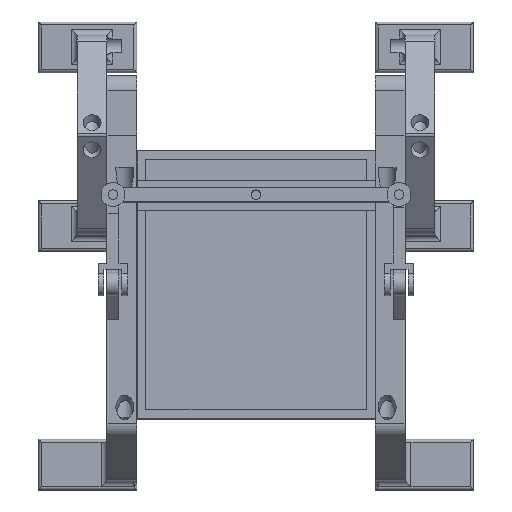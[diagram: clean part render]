
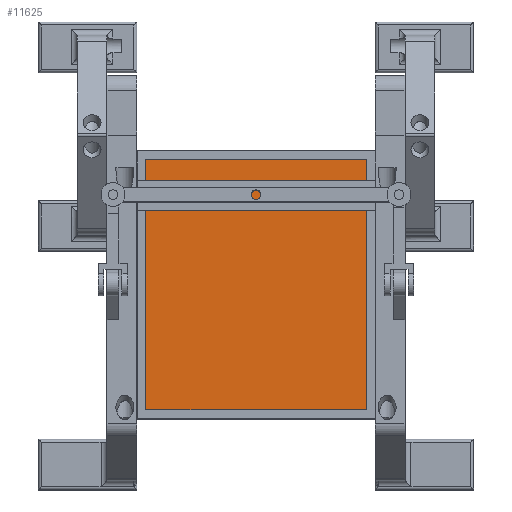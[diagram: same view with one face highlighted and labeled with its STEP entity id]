
A CAD part, top view. The second image highlights one B-rep face of the part: STEP entity #11625.
In plain terms, the highlighted planar face has unit normal (0, 0, 1).
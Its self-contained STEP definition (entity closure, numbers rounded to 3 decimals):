
#148=PLANE('',#12328);
#913=FACE_OUTER_BOUND('',#1536,.T.);
#1536=EDGE_LOOP('',(#8748,#8749,#8750,#8751));
#2406=LINE('',#17500,#3724);
#2409=LINE('',#17505,#3727);
#2411=LINE('',#17509,#3729);
#2412=LINE('',#17511,#3730);
#3724=VECTOR('',#13927,10.);
#3727=VECTOR('',#13932,10.);
#3729=VECTOR('',#13936,10.);
#3730=VECTOR('',#13939,10.);
#5202=VERTEX_POINT('',#17497);
#5203=VERTEX_POINT('',#17499);
#5204=VERTEX_POINT('',#17503);
#5205=VERTEX_POINT('',#17507);
#6516=EDGE_CURVE('',#5202,#5203,#2406,.T.);
#6519=EDGE_CURVE('',#5204,#5202,#2409,.T.);
#6521=EDGE_CURVE('',#5205,#5204,#2411,.T.);
#6522=EDGE_CURVE('',#5203,#5205,#2412,.T.);
#8748=ORIENTED_EDGE('',*,*,#6522,.F.);
#8749=ORIENTED_EDGE('',*,*,#6516,.F.);
#8750=ORIENTED_EDGE('',*,*,#6519,.F.);
#8751=ORIENTED_EDGE('',*,*,#6521,.F.);
#11625=ADVANCED_FACE('',(#913),#148,.F.);
#12328=AXIS2_PLACEMENT_3D('',#17512,#13940,#13941);
#13927=DIRECTION('',(0.,-1.,0.));
#13932=DIRECTION('',(1.,0.,0.));
#13936=DIRECTION('',(0.,1.,0.));
#13939=DIRECTION('',(-1.,0.,0.));
#13940=DIRECTION('center_axis',(0.,0.,-1.));
#13941=DIRECTION('ref_axis',(1.,0.,0.));
#17497=CARTESIAN_POINT('',(82.055,56.867,32.));
#17499=CARTESIAN_POINT('',(82.055,-27.133,32.));
#17500=CARTESIAN_POINT('',(82.055,56.867,32.));
#17503=CARTESIAN_POINT('',(8.055,56.867,32.));
#17505=CARTESIAN_POINT('',(8.055,56.867,32.));
#17507=CARTESIAN_POINT('',(8.055,-27.133,32.));
#17509=CARTESIAN_POINT('',(8.055,-27.133,32.));
#17511=CARTESIAN_POINT('',(82.055,-27.133,32.));
#17512=CARTESIAN_POINT('Origin',(45.055,14.867,32.));
